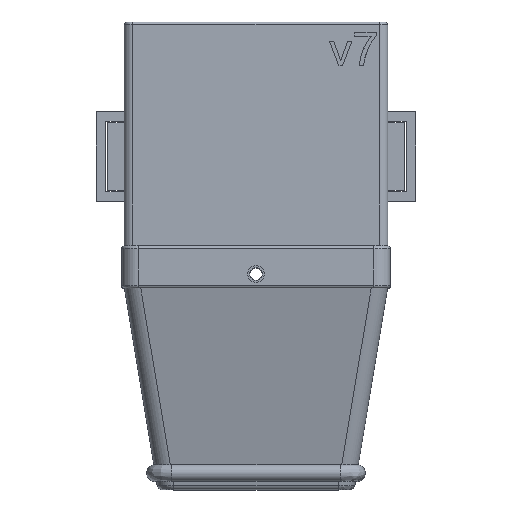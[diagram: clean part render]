
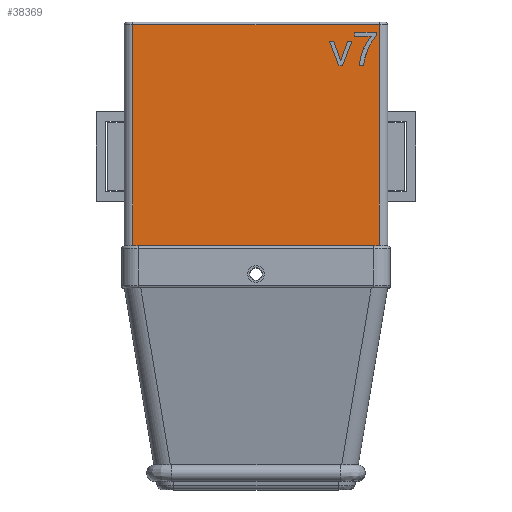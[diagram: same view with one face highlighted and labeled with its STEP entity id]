
A CAD part, top view. The second image highlights one B-rep face of the part: STEP entity #38369.
In plain terms, the highlighted planar face has unit normal (0, 0, 1).
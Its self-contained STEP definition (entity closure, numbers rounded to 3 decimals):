
#94=B_SPLINE_CURVE_WITH_KNOTS('',3,(#58270,#58271,#58272,#58273),
 .UNSPECIFIED.,.F.,.F.,(4,4),(-0.286,0.),.UNSPECIFIED.);
#95=B_SPLINE_CURVE_WITH_KNOTS('',3,(#58288,#58289,#58290,#58291),
 .UNSPECIFIED.,.F.,.F.,(4,4),(-0.296,0.),.UNSPECIFIED.);
#98=B_SPLINE_CURVE_WITH_KNOTS('',3,(#58347,#58348,#58349,#58350),
 .UNSPECIFIED.,.F.,.F.,(4,4),(-0.185,0.),.UNSPECIFIED.);
#99=B_SPLINE_CURVE_WITH_KNOTS('',3,(#58361,#58362,#58363,#58364),
 .UNSPECIFIED.,.F.,.F.,(4,4),(-0.184,0.),.UNSPECIFIED.);
#694=FACE_BOUND('',#5275,.T.);
#695=FACE_BOUND('',#5276,.T.);
#2872=FACE_OUTER_BOUND('',#5274,.T.);
#5274=EDGE_LOOP('',(#33754,#33755,#33756,#33757));
#5275=EDGE_LOOP('',(#33758,#33759,#33760,#33761,#33762,#33763,#33764));
#5276=EDGE_LOOP('',(#33765,#33766,#33767,#33768,#33769,#33770,#33771));
#8543=LINE('',#58258,#13489);
#8547=LINE('',#58277,#13493);
#8550=LINE('',#58295,#13496);
#8552=LINE('',#58299,#13498);
#8554=LINE('',#58302,#13500);
#8560=LINE('',#58327,#13506);
#8563=LINE('',#58332,#13509);
#8565=LINE('',#58336,#13511);
#8569=LINE('',#58368,#13515);
#8571=LINE('',#58371,#13517);
#10311=LINE('',#62019,#15257);
#10312=LINE('',#62031,#15258);
#10315=LINE('',#62038,#15261);
#10317=LINE('',#62044,#15263);
#13489=VECTOR('',#46802,10.);
#13493=VECTOR('',#46808,10.);
#13496=VECTOR('',#46813,10.);
#13498=VECTOR('',#46817,10.);
#13500=VECTOR('',#46821,10.);
#13506=VECTOR('',#46831,10.);
#13509=VECTOR('',#46836,10.);
#13511=VECTOR('',#46840,10.);
#13515=VECTOR('',#46846,10.);
#13517=VECTOR('',#46850,10.);
#15257=VECTOR('',#50050,10.);
#15258=VECTOR('',#50065,10.);
#15261=VECTOR('',#50074,10.);
#15263=VECTOR('',#50082,10.);
#17497=VERTEX_POINT('',#58256);
#17498=VERTEX_POINT('',#58257);
#17499=VERTEX_POINT('',#58269);
#17500=VERTEX_POINT('',#58276);
#17501=VERTEX_POINT('',#58287);
#17502=VERTEX_POINT('',#58294);
#17503=VERTEX_POINT('',#58298);
#17511=VERTEX_POINT('',#58325);
#17512=VERTEX_POINT('',#58326);
#17513=VERTEX_POINT('',#58331);
#17514=VERTEX_POINT('',#58335);
#17515=VERTEX_POINT('',#58346);
#17516=VERTEX_POINT('',#58360);
#17517=VERTEX_POINT('',#58367);
#18693=VERTEX_POINT('',#62011);
#18695=VERTEX_POINT('',#62017);
#18696=VERTEX_POINT('',#62021);
#18699=VERTEX_POINT('',#62029);
#22061=EDGE_CURVE('',#17497,#17498,#8543,.T.);
#22064=EDGE_CURVE('',#17499,#17497,#94,.T.);
#22066=EDGE_CURVE('',#17500,#17499,#8547,.T.);
#22068=EDGE_CURVE('',#17501,#17500,#95,.T.);
#22070=EDGE_CURVE('',#17502,#17501,#8550,.T.);
#22072=EDGE_CURVE('',#17503,#17502,#8552,.T.);
#22074=EDGE_CURVE('',#17498,#17503,#8554,.T.);
#22082=EDGE_CURVE('',#17511,#17512,#8560,.T.);
#22085=EDGE_CURVE('',#17513,#17511,#8563,.T.);
#22087=EDGE_CURVE('',#17514,#17513,#8565,.T.);
#22089=EDGE_CURVE('',#17515,#17514,#98,.T.);
#22091=EDGE_CURVE('',#17516,#17515,#99,.T.);
#22093=EDGE_CURVE('',#17517,#17516,#8569,.T.);
#22095=EDGE_CURVE('',#17512,#17517,#8571,.T.);
#23850=EDGE_CURVE('',#18695,#18693,#10311,.T.);
#23856=EDGE_CURVE('',#18696,#18699,#10312,.T.);
#23860=EDGE_CURVE('',#18693,#18696,#10315,.T.);
#23863=EDGE_CURVE('',#18699,#18695,#10317,.T.);
#33754=ORIENTED_EDGE('',*,*,#23856,.F.);
#33755=ORIENTED_EDGE('',*,*,#23860,.F.);
#33756=ORIENTED_EDGE('',*,*,#23850,.F.);
#33757=ORIENTED_EDGE('',*,*,#23863,.F.);
#33758=ORIENTED_EDGE('',*,*,#22061,.T.);
#33759=ORIENTED_EDGE('',*,*,#22074,.T.);
#33760=ORIENTED_EDGE('',*,*,#22072,.T.);
#33761=ORIENTED_EDGE('',*,*,#22070,.T.);
#33762=ORIENTED_EDGE('',*,*,#22068,.T.);
#33763=ORIENTED_EDGE('',*,*,#22066,.T.);
#33764=ORIENTED_EDGE('',*,*,#22064,.T.);
#33765=ORIENTED_EDGE('',*,*,#22082,.T.);
#33766=ORIENTED_EDGE('',*,*,#22095,.T.);
#33767=ORIENTED_EDGE('',*,*,#22093,.T.);
#33768=ORIENTED_EDGE('',*,*,#22091,.T.);
#33769=ORIENTED_EDGE('',*,*,#22089,.T.);
#33770=ORIENTED_EDGE('',*,*,#22087,.T.);
#33771=ORIENTED_EDGE('',*,*,#22085,.T.);
#36271=PLANE('',#40655);
#38369=ADVANCED_FACE('',(#2872,#694,#695),#36271,.T.);
#40655=AXIS2_PLACEMENT_3D('',#62043,#50080,#50081);
#46802=DIRECTION('',(-1.,0.,0.));
#46808=DIRECTION('',(-1.,0.,0.));
#46813=DIRECTION('',(0.,-1.,0.));
#46817=DIRECTION('',(1.,0.,0.));
#46821=DIRECTION('',(0.,1.,0.));
#46831=DIRECTION('',(-1.,0.,0.));
#46836=DIRECTION('',(-0.354,-0.935,0.));
#46840=DIRECTION('',(1.,0.,0.));
#46846=DIRECTION('',(1.,0.,0.));
#46850=DIRECTION('',(-0.356,0.935,0.));
#50050=DIRECTION('',(0.,1.,0.));
#50065=DIRECTION('',(0.,-1.,0.));
#50074=DIRECTION('',(1.,0.,0.));
#50080=DIRECTION('center_axis',(0.,0.,1.));
#50081=DIRECTION('ref_axis',(1.,0.,0.));
#50082=DIRECTION('',(-1.,0.,0.));
#58256=CARTESIAN_POINT('',(10.271,22.458,7.75));
#58257=CARTESIAN_POINT('',(8.802,22.458,7.75));
#58258=CARTESIAN_POINT('',(-1.107,22.457,7.75));
#58269=CARTESIAN_POINT('',(9.221,19.851,7.75));
#58270=CARTESIAN_POINT('Ctrl Pts',(9.221,19.851,7.75));
#58271=CARTESIAN_POINT('Ctrl Pts',(9.295,20.818,7.75));
#58272=CARTESIAN_POINT('Ctrl Pts',(9.66,21.707,7.75));
#58273=CARTESIAN_POINT('Ctrl Pts',(10.271,22.458,7.75));
#58276=CARTESIAN_POINT('',(9.6,19.851,7.75));
#58277=CARTESIAN_POINT('',(-1.17,19.85,7.75));
#58287=CARTESIAN_POINT('',(10.744,22.525,7.75));
#58288=CARTESIAN_POINT('Ctrl Pts',(10.744,22.525,7.75));
#58289=CARTESIAN_POINT('Ctrl Pts',(10.095,21.766,7.75));
#58290=CARTESIAN_POINT('Ctrl Pts',(9.692,20.846,7.75));
#58291=CARTESIAN_POINT('Ctrl Pts',(9.6,19.851,7.75));
#58294=CARTESIAN_POINT('',(10.744,22.812,7.75));
#58295=CARTESIAN_POINT('',(10.744,12.835,7.75));
#58298=CARTESIAN_POINT('',(8.802,22.812,7.75));
#58299=CARTESIAN_POINT('',(-0.989,22.811,7.75));
#58302=CARTESIAN_POINT('',(8.802,12.818,7.75));
#58325=CARTESIAN_POINT('',(7.732,19.851,7.75));
#58326=CARTESIAN_POINT('',(7.388,19.851,7.75));
#58327=CARTESIAN_POINT('',(-2.096,19.85,7.75));
#58331=CARTESIAN_POINT('',(8.554,22.024,7.75));
#58332=CARTESIAN_POINT('',(3.927,9.8,7.75));
#58335=CARTESIAN_POINT('',(8.176,22.024,7.75));
#58336=CARTESIAN_POINT('',(-1.693,22.024,7.75));
#58346=CARTESIAN_POINT('',(7.556,20.284,7.75));
#58347=CARTESIAN_POINT('Ctrl Pts',(7.556,20.284,7.75));
#58348=CARTESIAN_POINT('Ctrl Pts',(7.734,20.872,7.75));
#58349=CARTESIAN_POINT('Ctrl Pts',(7.965,21.446,7.75));
#58350=CARTESIAN_POINT('Ctrl Pts',(8.176,22.024,7.75));
#58360=CARTESIAN_POINT('',(6.95,22.024,7.75));
#58361=CARTESIAN_POINT('Ctrl Pts',(6.95,22.024,7.75));
#58362=CARTESIAN_POINT('Ctrl Pts',(7.157,21.447,7.75));
#58363=CARTESIAN_POINT('Ctrl Pts',(7.386,20.873,7.75));
#58364=CARTESIAN_POINT('Ctrl Pts',(7.556,20.284,7.75));
#58367=CARTESIAN_POINT('',(6.561,22.024,7.75));
#58368=CARTESIAN_POINT('',(-2.498,22.024,7.75));
#58371=CARTESIAN_POINT('',(8.771,16.214,7.75));
#62011=CARTESIAN_POINT('',(-11.,23.5,7.75));
#62017=CARTESIAN_POINT('',(-11.,3.75,7.75));
#62019=CARTESIAN_POINT('',(-11.,3.,7.75));
#62021=CARTESIAN_POINT('',(11.,23.5,7.75));
#62029=CARTESIAN_POINT('',(11.,3.75,7.75));
#62031=CARTESIAN_POINT('',(11.,3.,7.75));
#62038=CARTESIAN_POINT('',(-5.875,23.5,7.75));
#62043=CARTESIAN_POINT('Origin',(-11.75,3.,7.75));
#62044=CARTESIAN_POINT('',(-5.875,3.75,7.75));
